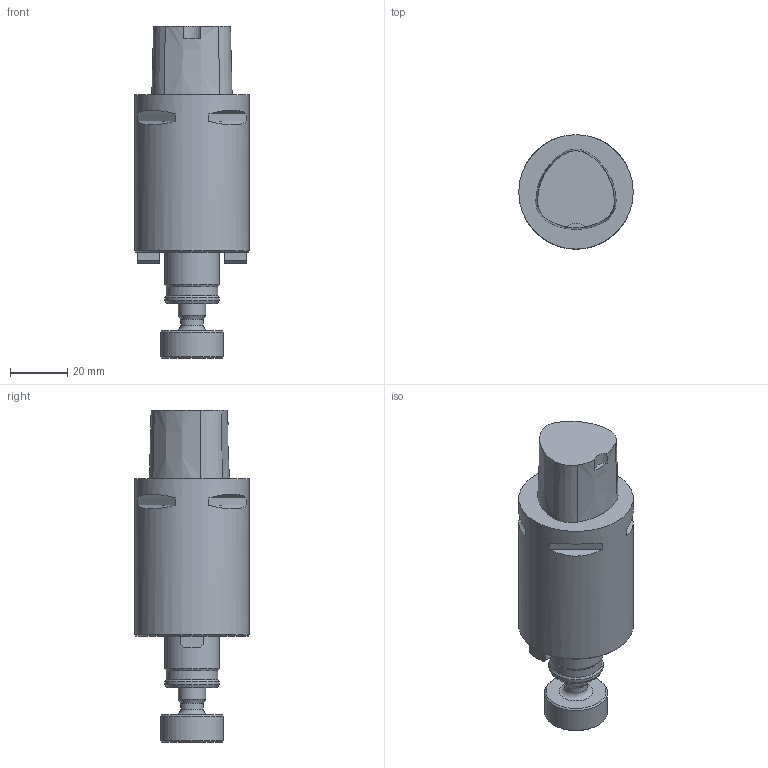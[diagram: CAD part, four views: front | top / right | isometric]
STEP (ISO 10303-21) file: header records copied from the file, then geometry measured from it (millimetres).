
FILE_DESCRIPTION(/* description */ (''),/* implementation_level */ '2;1');
FILE_NAME(/* name */ '1520937647931.stp',/* time_stamp */ '2018-03-13T11:40:53+01:00',/* author */ (''),/* organization */ ('SMS'),/* preprocessor_version */ 'ST-DEVELOPER v15',/* originating_system */ 'SIEMENS PLM Software NX 8.5',/* authorisation */ '');
FILE_SCHEMA (('AUTOMOTIVE_DESIGN { 1 0 10303 214 3 1 1 1 }'));
Length unit declared in the file: millimetre
Products named in the file (1): 201525496mod000_00
Bounding box: 40 x 40 x 116.03 mm (x, y, z)
Volume: 92253.9 mm3; surface area: 14319.3 mm2
Topology: 1 solids, 1 shells, 55 faces, 125 edges, 85 vertices
Faces by surface type: plane 33, cone 13, cylinder 8, torus 1
Full cylindrical faces by diameter (mm): 7.9 x1, 9.525 x1, 18.107 x1, 19.04 x2, 22 x1, 40 x1
Entity records: 1483 total; most frequent: DIRECTION 262, CARTESIAN_POINT 246, ORIENTED_EDGE 206, EDGE_CURVE 103, AXIS2_PLACEMENT_3D 102, EDGE_LOOP 80, VERTEX_POINT 75, LINE 58
